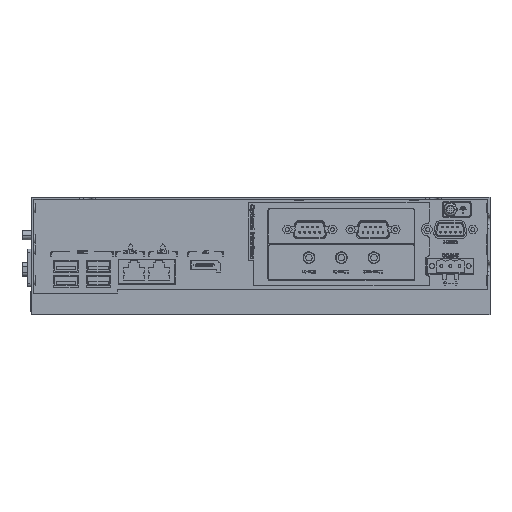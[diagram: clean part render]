
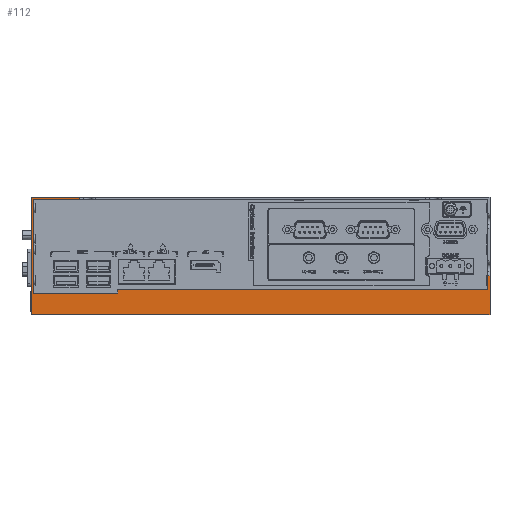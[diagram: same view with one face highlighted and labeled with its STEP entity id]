
A CAD part, front view. The second image highlights one B-rep face of the part: STEP entity #112.
In plain terms, the highlighted planar face has unit normal (0, -1, 0).
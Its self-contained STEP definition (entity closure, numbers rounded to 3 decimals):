
#112=ADVANCED_FACE('Corps principal',(#3744),#3745,.T.);
#3744=FACE_OUTER_BOUND('',#11204,.T.);
#3745=PLANE('',#11205);
#11204=EDGE_LOOP('',(#20799,#20800,#20801,#20802,#20803,#20804,#20805,#20806,#20807,#20808,#20809,#20810));
#11205=AXIS2_PLACEMENT_3D('',#20811,#20812,#20813);
#20799=ORIENTED_EDGE('',*,*,#72428,.F.);
#20800=ORIENTED_EDGE('',*,*,#71779,.T.);
#20801=ORIENTED_EDGE('',*,*,#72338,.T.);
#20802=ORIENTED_EDGE('',*,*,#72429,.F.);
#20803=ORIENTED_EDGE('',*,*,#72430,.F.);
#20804=ORIENTED_EDGE('',*,*,#72431,.F.);
#20805=ORIENTED_EDGE('',*,*,#72432,.F.);
#20806=ORIENTED_EDGE('',*,*,#72433,.T.);
#20807=ORIENTED_EDGE('',*,*,#72434,.F.);
#20808=ORIENTED_EDGE('',*,*,#72435,.F.);
#20809=ORIENTED_EDGE('',*,*,#72436,.F.);
#20810=ORIENTED_EDGE('',*,*,#72437,.T.);
#20811=CARTESIAN_POINT('',(0.0,-100.5,51.2));
#20812=DIRECTION('',(0.0,-1.0,0.0));
#20813=DIRECTION('',(0.0,0.0,-1.0));
#71779=EDGE_CURVE('',#81229,#81227,#81230,.T.);
#72338=EDGE_CURVE('',#81227,#82343,#82345,.T.);
#72428=EDGE_CURVE('',#81229,#82524,#82525,.T.);
#72429=EDGE_CURVE('',#82526,#82343,#82527,.T.);
#72430=EDGE_CURVE('',#82528,#82526,#82529,.T.);
#72431=EDGE_CURVE('',#82530,#82528,#82531,.T.);
#72432=EDGE_CURVE('',#82532,#82530,#82533,.F.);
#72433=EDGE_CURVE('',#82532,#82534,#82535,.T.);
#72434=EDGE_CURVE('',#82536,#82534,#82537,.T.);
#72435=EDGE_CURVE('',#82538,#82536,#82539,.T.);
#72436=EDGE_CURVE('',#82540,#82538,#82541,.T.);
#72437=EDGE_CURVE('',#82540,#82524,#82542,.T.);
#81227=VERTEX_POINT('',#96937);
#81229=VERTEX_POINT('',#96940);
#81230=LINE('',#96941,#96942);
#82343=VERTEX_POINT('',#103763);
#82345=LINE('',#103766,#103767);
#82524=VERTEX_POINT('',#105696);
#82525=LINE('',#105697,#105698);
#82526=VERTEX_POINT('',#105699);
#82527=LINE('',#105700,#105701);
#82528=VERTEX_POINT('',#105702);
#82529=LINE('',#105703,#105704);
#82530=VERTEX_POINT('',#105705);
#82531=LINE('',#105706,#105707);
#82532=VERTEX_POINT('',#105708);
#82533=LINE('',#105709,#105710);
#82534=VERTEX_POINT('',#105711);
#82535=LINE('',#105712,#105713);
#82536=VERTEX_POINT('',#105714);
#82537=LINE('',#105715,#105716);
#82538=VERTEX_POINT('',#105717);
#82539=LINE('',#105718,#105719);
#82540=VERTEX_POINT('',#105720);
#82541=LINE('',#105721,#105722);
#82542=LINE('',#105723,#105724);
#96937=CARTESIAN_POINT('',(-127.0,-100.5,-14.0));
#96940=CARTESIAN_POINT('',(-127.0,-100.5,51.2));
#96941=CARTESIAN_POINT('',(-127.0,-100.5,18.6));
#96942=VECTOR('',#157698,1.0);
#103763=CARTESIAN_POINT('',(127.0,-100.5,-14.0));
#103766=CARTESIAN_POINT('',(0.,-100.5,-14.0));
#103767=VECTOR('',#157957,1.0);
#105696=CARTESIAN_POINT('',(-100.05,-100.5,51.2));
#105697=CARTESIAN_POINT('',(-113.525,-100.5,51.2));
#105698=VECTOR('',#157961,1.0);
#105699=CARTESIAN_POINT('',(127.0,-100.5,7.75));
#105700=CARTESIAN_POINT('',(127.0,-100.5,-3.125));
#105701=VECTOR('',#157962,1.0);
#105702=CARTESIAN_POINT('',(125.8,-100.5,7.75));
#105703=CARTESIAN_POINT('',(126.4,-100.5,7.75));
#105704=VECTOR('',#157963,1.0);
#105705=CARTESIAN_POINT('',(125.8,-100.5,0.));
#105706=CARTESIAN_POINT('',(125.8,-100.5,3.875));
#105707=VECTOR('',#157964,1.0);
#105708=CARTESIAN_POINT('',(-79.0,-100.5,0.));
#105709=CARTESIAN_POINT('',(23.4,-100.5,0.));
#105710=VECTOR('',#157965,1.0);
#105711=CARTESIAN_POINT('',(-79.0,-100.5,-2.0));
#105712=CARTESIAN_POINT('',(-79.0,-100.5,-1.0));
#105713=VECTOR('',#157966,1.0);
#105714=CARTESIAN_POINT('',(-125.8,-100.5,-2.0));
#105715=CARTESIAN_POINT('',(-102.4,-100.5,-2.0));
#105716=VECTOR('',#157967,1.0);
#105717=CARTESIAN_POINT('',(-125.8,-100.5,50.0));
#105718=CARTESIAN_POINT('',(-125.8,-100.5,24.0));
#105719=VECTOR('',#157968,1.0);
#105720=CARTESIAN_POINT('',(-100.05,-100.5,50.0));
#105721=CARTESIAN_POINT('',(-112.925,-100.5,50.0));
#105722=VECTOR('',#157969,1.0);
#105723=CARTESIAN_POINT('',(-100.05,-100.5,50.6));
#105724=VECTOR('',#157970,1.0);
#157698=DIRECTION('',(0.,0.,-1.0));
#157957=DIRECTION('',(1.0,0.0,0.0));
#157961=DIRECTION('',(1.0,0.0,0.0));
#157962=DIRECTION('',(0.0,0.0,-1.0));
#157963=DIRECTION('',(1.0,0.0,0.0));
#157964=DIRECTION('',(0.0,0.0,1.0));
#157965=DIRECTION('',(-1.0,0.0,0.0));
#157966=DIRECTION('',(0.0,0.0,-1.0));
#157967=DIRECTION('',(1.0,0.0,0.0));
#157968=DIRECTION('',(0.0,0.0,-1.0));
#157969=DIRECTION('',(-1.0,0.0,0.0));
#157970=DIRECTION('',(0.0,0.0,1.0));
